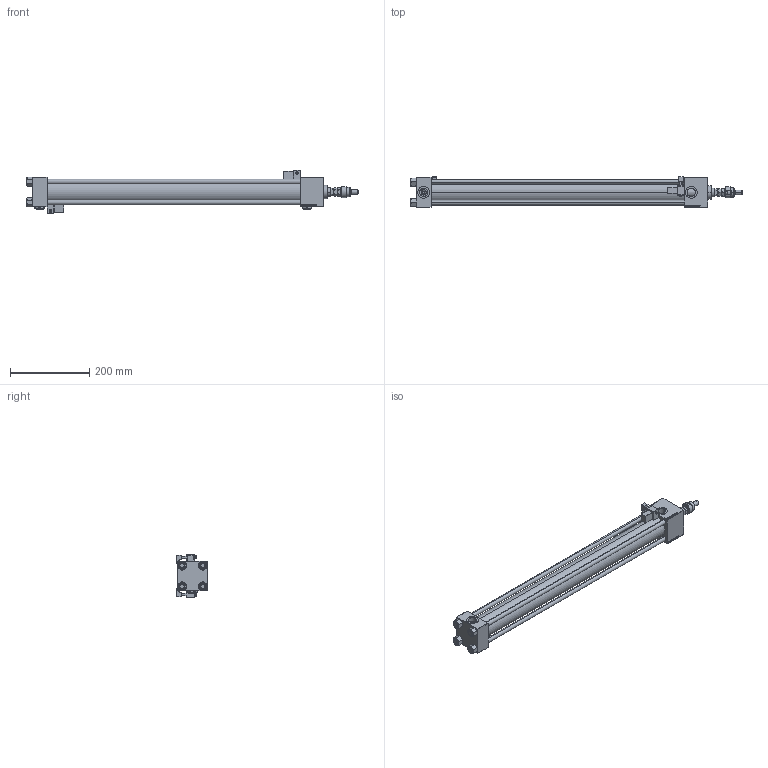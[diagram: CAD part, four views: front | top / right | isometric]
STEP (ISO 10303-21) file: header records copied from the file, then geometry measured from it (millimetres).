
FILE_DESCRIPTION (( 'STEP AP203' ), '1' );
FILE_NAME ('fd34.STEP', '2022-04-15T22:57:55', ( '' ), ( '' ), 'SwSTEP 2.0', 'SolidWorks 2019', '' );
FILE_SCHEMA (( 'CONFIG_CONTROL_DESIGN' ));
Length unit declared in the file: millimetre
Products named in the file (11): V215CR_VCP_C e1aecf14c2b1546aa1e2edbde9b2c5d5; V215CR_C_TYCINKA e1aecf14c2b1546aa1e2edbde9b2c5d5; FEMALE_PART_FOR_DFA e1aecf14c2b1546aa1e2edbde9b2c5d5; V215_VC_A e1aecf14c2b1546aa1e2edbde9b2c5d5; Zatka_pro_OIL_PORT e1aecf14c2b1546aa1e2edbde9b2c5d5; V215CR_MSU e1aecf14c2b1546aa1e2edbde9b2c5d5; MFA e1aecf14c2b1546aa1e2edbde9b2c5d5; NUT_M5_C e1aecf14c2b1546aa1e2edbde9b2c5d5; DFA e1aecf14c2b1546aa1e2edbde9b2c5d5; V215CR_C_Body e1aecf14c2b1546aa1e2edbde9b2c5d5; fd34
Assembly tree (18 placements, depth 3):
  fd34
    V215CR_C_Body e1aecf14c2b1546aa1e2edbde9b2c5d5
    V215CR_VCP_C e1aecf14c2b1546aa1e2edbde9b2c5d5
    NUT_M5_C e1aecf14c2b1546aa1e2edbde9b2c5d5  x4
    V215CR_C_TYCINKA e1aecf14c2b1546aa1e2edbde9b2c5d5  x4
    V215_VC_A e1aecf14c2b1546aa1e2edbde9b2c5d5
    DFA e1aecf14c2b1546aa1e2edbde9b2c5d5
      FEMALE_PART_FOR_DFA e1aecf14c2b1546aa1e2edbde9b2c5d5
      MFA e1aecf14c2b1546aa1e2edbde9b2c5d5
    V215CR_MSU e1aecf14c2b1546aa1e2edbde9b2c5d5  x2
    Zatka_pro_OIL_PORT e1aecf14c2b1546aa1e2edbde9b2c5d5  x2
Bounding box: 836 x 77.03 x 109.57 mm (x, y, z)
Volume: 1483396.8 mm3; surface area: 491925.3 mm2
Topology: 17 solids, 17 shells, 1494 faces, 3656 edges, 2307 vertices
Faces by surface type: plane 661, bspline 392, cone 218, cylinder 175, torus 24, sphere 24
Entity records: 57416 total; most frequent: CARTESIAN_POINT 28838, ORIENTED_EDGE 6230, DIRECTION 4351, EDGE_CURVE 3115, VERTEX_POINT 2009, LINE 1799, VECTOR 1799, EDGE_LOOP 1400
